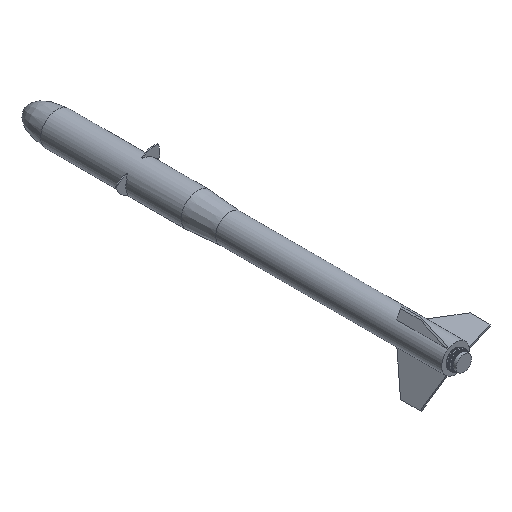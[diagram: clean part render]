
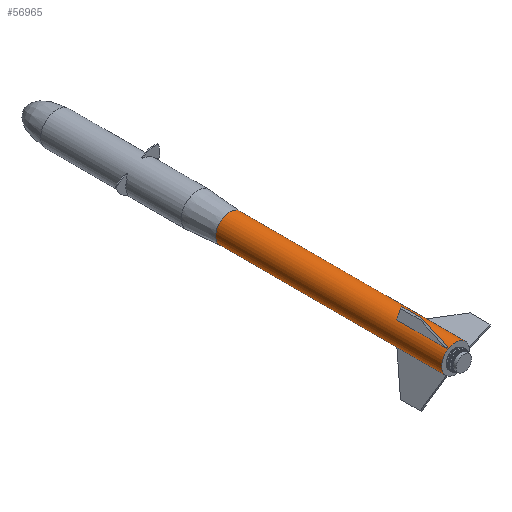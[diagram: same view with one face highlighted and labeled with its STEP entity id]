
A CAD part, isometric view. The second image highlights one B-rep face of the part: STEP entity #56965.
In plain terms, the highlighted cylindrical face has radius 28.15 mm (diameter 56.3 mm), a full revolution.
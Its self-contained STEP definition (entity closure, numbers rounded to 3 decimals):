
#15=ELLIPSE('',#61100,29.478,28.15);
#16=ELLIPSE('',#61103,33.053,28.15);
#17=ELLIPSE('',#61108,29.478,28.15);
#18=ELLIPSE('',#61112,33.053,28.15);
#19=ELLIPSE('',#61117,29.478,28.15);
#20=ELLIPSE('',#61118,29.478,28.15);
#21=ELLIPSE('',#61121,33.053,28.15);
#22=ELLIPSE('',#61122,33.053,28.15);
#26=FACE_BOUND('',#21685,.T.);
#27=FACE_BOUND('',#21686,.T.);
#6706=LINE('',#89633,#13422);
#6712=LINE('',#89647,#13428);
#6716=LINE('',#89658,#13432);
#6724=LINE('',#89676,#13440);
#6731=LINE('',#89693,#13447);
#6737=LINE('',#89709,#13453);
#6745=LINE('',#89738,#13461);
#6746=LINE('',#89740,#13462);
#13422=VECTOR('',#76031,10.);
#13428=VECTOR('',#76043,10.);
#13432=VECTOR('',#76055,10.);
#13440=VECTOR('',#76071,10.);
#13447=VECTOR('',#76090,10.);
#13453=VECTOR('',#76104,10.);
#13461=VECTOR('',#76140,28.15);
#13462=VECTOR('',#76141,28.15);
#13474=CYLINDRICAL_SURFACE('',#61133,28.15);
#17577=FACE_OUTER_BOUND('',#21684,.T.);
#21684=EDGE_LOOP('',(#44261,#44262,#44263,#44264,#44265,#44266,#44267,#44268,
#44269,#44270,#44271,#44272,#44273));
#21685=EDGE_LOOP('',(#44274,#44275,#44276,#44277));
#21686=EDGE_LOOP('',(#44278,#44279,#44280,#44281));
#21721=CIRCLE('',#61131,28.15);
#21722=CIRCLE('',#61132,28.15);
#21723=CIRCLE('',#61134,28.15);
#24354=VERTEX_POINT('',#89631);
#24355=VERTEX_POINT('',#89632);
#24358=VERTEX_POINT('',#89640);
#24360=VERTEX_POINT('',#89646);
#24362=VERTEX_POINT('',#89656);
#24363=VERTEX_POINT('',#89657);
#24367=VERTEX_POINT('',#89669);
#24369=VERTEX_POINT('',#89675);
#24372=VERTEX_POINT('',#89691);
#24373=VERTEX_POINT('',#89692);
#24376=VERTEX_POINT('',#89700);
#24377=VERTEX_POINT('',#89701);
#24379=VERTEX_POINT('',#89708);
#24381=VERTEX_POINT('',#89714);
#24385=VERTEX_POINT('',#89732);
#24386=VERTEX_POINT('',#89733);
#24387=VERTEX_POINT('',#89739);
#31093=EDGE_CURVE('',#24354,#24355,#6706,.T.);
#31097=EDGE_CURVE('',#24358,#24354,#15,.T.);
#31100=EDGE_CURVE('',#24360,#24358,#6712,.T.);
#31103=EDGE_CURVE('',#24355,#24360,#16,.T.);
#31105=EDGE_CURVE('',#24362,#24363,#6716,.T.);
#31111=EDGE_CURVE('',#24367,#24362,#17,.T.);
#31114=EDGE_CURVE('',#24369,#24367,#6724,.T.);
#31119=EDGE_CURVE('',#24363,#24369,#18,.T.);
#31122=EDGE_CURVE('',#24372,#24373,#6731,.T.);
#31126=EDGE_CURVE('',#24376,#24377,#19,.T.);
#31129=EDGE_CURVE('',#24377,#24372,#20,.T.);
#31130=EDGE_CURVE('',#24379,#24376,#6737,.T.);
#31133=EDGE_CURVE('',#24373,#24381,#21,.T.);
#31135=EDGE_CURVE('',#24381,#24379,#22,.T.);
#31142=EDGE_CURVE('',#24385,#24386,#21721,.T.);
#31143=EDGE_CURVE('',#24386,#24385,#21722,.T.);
#31145=EDGE_CURVE('',#24386,#24381,#6745,.T.);
#31146=EDGE_CURVE('',#24377,#24387,#6746,.T.);
#31147=EDGE_CURVE('',#24387,#24387,#21723,.T.);
#44261=ORIENTED_EDGE('',*,*,#31142,.F.);
#44262=ORIENTED_EDGE('',*,*,#31143,.F.);
#44263=ORIENTED_EDGE('',*,*,#31145,.T.);
#44264=ORIENTED_EDGE('',*,*,#31135,.T.);
#44265=ORIENTED_EDGE('',*,*,#31130,.T.);
#44266=ORIENTED_EDGE('',*,*,#31126,.T.);
#44267=ORIENTED_EDGE('',*,*,#31146,.T.);
#44268=ORIENTED_EDGE('',*,*,#31147,.F.);
#44269=ORIENTED_EDGE('',*,*,#31146,.F.);
#44270=ORIENTED_EDGE('',*,*,#31129,.T.);
#44271=ORIENTED_EDGE('',*,*,#31122,.T.);
#44272=ORIENTED_EDGE('',*,*,#31133,.T.);
#44273=ORIENTED_EDGE('',*,*,#31145,.F.);
#44274=ORIENTED_EDGE('',*,*,#31100,.T.);
#44275=ORIENTED_EDGE('',*,*,#31097,.T.);
#44276=ORIENTED_EDGE('',*,*,#31093,.T.);
#44277=ORIENTED_EDGE('',*,*,#31103,.T.);
#44278=ORIENTED_EDGE('',*,*,#31114,.T.);
#44279=ORIENTED_EDGE('',*,*,#31111,.T.);
#44280=ORIENTED_EDGE('',*,*,#31105,.T.);
#44281=ORIENTED_EDGE('',*,*,#31119,.T.);
#56965=ADVANCED_FACE('',(#17577,#26,#27),#13474,.T.);
#61100=AXIS2_PLACEMENT_3D('',#89641,#76037,#76038);
#61103=AXIS2_PLACEMENT_3D('',#89652,#76048,#76049);
#61108=AXIS2_PLACEMENT_3D('',#89670,#76065,#76066);
#61112=AXIS2_PLACEMENT_3D('',#89685,#76080,#76081);
#61117=AXIS2_PLACEMENT_3D('',#89702,#76096,#76097);
#61118=AXIS2_PLACEMENT_3D('',#89706,#76100,#76101);
#61121=AXIS2_PLACEMENT_3D('',#89715,#76109,#76110);
#61122=AXIS2_PLACEMENT_3D('',#89717,#76112,#76113);
#61131=AXIS2_PLACEMENT_3D('',#89734,#76133,#76134);
#61132=AXIS2_PLACEMENT_3D('',#89735,#76135,#76136);
#61133=AXIS2_PLACEMENT_3D('',#89737,#76138,#76139);
#61134=AXIS2_PLACEMENT_3D('',#89741,#76142,#76143);
#76031=DIRECTION('',(0.,1.,0.));
#76037=DIRECTION('center_axis',(-0.148,-0.955,0.257));
#76038=DIRECTION('ref_axis',(-0.477,0.297,0.827));
#76043=DIRECTION('',(0.,-1.,0.));
#76048=DIRECTION('center_axis',(-0.262,0.852,0.454));
#76049=DIRECTION('ref_axis',(-0.426,-0.524,0.738));
#76055=DIRECTION('',(0.,1.,0.));
#76065=DIRECTION('center_axis',(-0.148,-0.955,-0.257));
#76066=DIRECTION('ref_axis',(-0.477,0.297,-0.827));
#76071=DIRECTION('',(0.,-1.,0.));
#76080=DIRECTION('center_axis',(-0.262,0.852,-0.454));
#76081=DIRECTION('ref_axis',(-0.426,-0.524,-0.738));
#76090=DIRECTION('',(0.,1.,0.));
#76096=DIRECTION('center_axis',(0.297,-0.955,0.));
#76097=DIRECTION('ref_axis',(-0.955,-0.297,0.));
#76100=DIRECTION('center_axis',(0.297,-0.955,0.));
#76101=DIRECTION('ref_axis',(-0.955,-0.297,0.));
#76104=DIRECTION('',(0.,-1.,0.));
#76109=DIRECTION('center_axis',(0.524,0.852,0.));
#76110=DIRECTION('ref_axis',(-0.852,0.524,0.));
#76112=DIRECTION('center_axis',(0.524,0.852,0.));
#76113=DIRECTION('ref_axis',(-0.852,0.524,0.));
#76133=DIRECTION('center_axis',(0.,1.,0.));
#76134=DIRECTION('ref_axis',(-1.,0.,0.));
#76135=DIRECTION('center_axis',(0.,1.,0.));
#76136=DIRECTION('ref_axis',(-1.,0.,0.));
#76138=DIRECTION('center_axis',(0.,1.,0.));
#76139=DIRECTION('ref_axis',(-1.,0.,0.));
#76140=DIRECTION('',(0.,-1.,0.));
#76141=DIRECTION('',(0.,-1.,0.));
#76142=DIRECTION('center_axis',(0.,-1.,0.));
#76143=DIRECTION('ref_axis',(-1.,0.,0.));
#89631=CARTESIAN_POINT('',(-15.438,-146.342,23.539));
#89632=CARTESIAN_POINT('',(-15.438,-46.1,23.539));
#89633=CARTESIAN_POINT('',(-15.438,79.072,23.539));
#89640=CARTESIAN_POINT('',(-12.667,-146.342,25.139));
#89641=CARTESIAN_POINT('Origin',(0.,-155.076,
0.));
#89646=CARTESIAN_POINT('',(-12.667,-46.1,25.139));
#89647=CARTESIAN_POINT('',(-12.667,79.072,25.139));
#89652=CARTESIAN_POINT('Origin',(0.,-28.805,
0.));
#89656=CARTESIAN_POINT('',(-12.667,-146.342,-25.139));
#89657=CARTESIAN_POINT('',(-12.667,-46.1,-25.139));
#89658=CARTESIAN_POINT('',(-12.667,79.072,-25.139));
#89669=CARTESIAN_POINT('',(-15.438,-146.342,-23.539));
#89670=CARTESIAN_POINT('Origin',(0.,-155.076,
0.));
#89675=CARTESIAN_POINT('',(-15.438,-46.1,-23.539));
#89676=CARTESIAN_POINT('',(-15.438,79.072,-23.539));
#89685=CARTESIAN_POINT('Origin',(0.,-28.805,
0.));
#89691=CARTESIAN_POINT('',(28.104,-146.342,1.6));
#89692=CARTESIAN_POINT('',(28.104,-46.1,1.6));
#89693=CARTESIAN_POINT('',(28.104,79.072,1.6));
#89700=CARTESIAN_POINT('',(28.104,-146.342,-1.6));
#89701=CARTESIAN_POINT('',(28.15,-146.328,0.));
#89702=CARTESIAN_POINT('Origin',(0.,-155.076,
0.));
#89706=CARTESIAN_POINT('Origin',(0.,-155.076,
0.));
#89708=CARTESIAN_POINT('',(28.104,-46.1,-1.6));
#89709=CARTESIAN_POINT('',(28.104,79.072,-1.6));
#89714=CARTESIAN_POINT('',(28.15,-46.128,0.));
#89715=CARTESIAN_POINT('Origin',(0.,-28.805,
0.));
#89717=CARTESIAN_POINT('Origin',(0.,-28.805,
0.));
#89732=CARTESIAN_POINT('',(25.71,307.672,11.463));
#89733=CARTESIAN_POINT('',(28.15,307.672,0.));
#89734=CARTESIAN_POINT('Origin',(0.,307.672,
0.));
#89735=CARTESIAN_POINT('Origin',(0.,307.672,
0.));
#89737=CARTESIAN_POINT('Origin',(0.,79.072,0.));
#89738=CARTESIAN_POINT('',(28.15,79.072,0.));
#89739=CARTESIAN_POINT('',(28.15,-149.528,0.));
#89740=CARTESIAN_POINT('',(28.15,79.072,0.));
#89741=CARTESIAN_POINT('Origin',(0.,-149.528,
0.));
